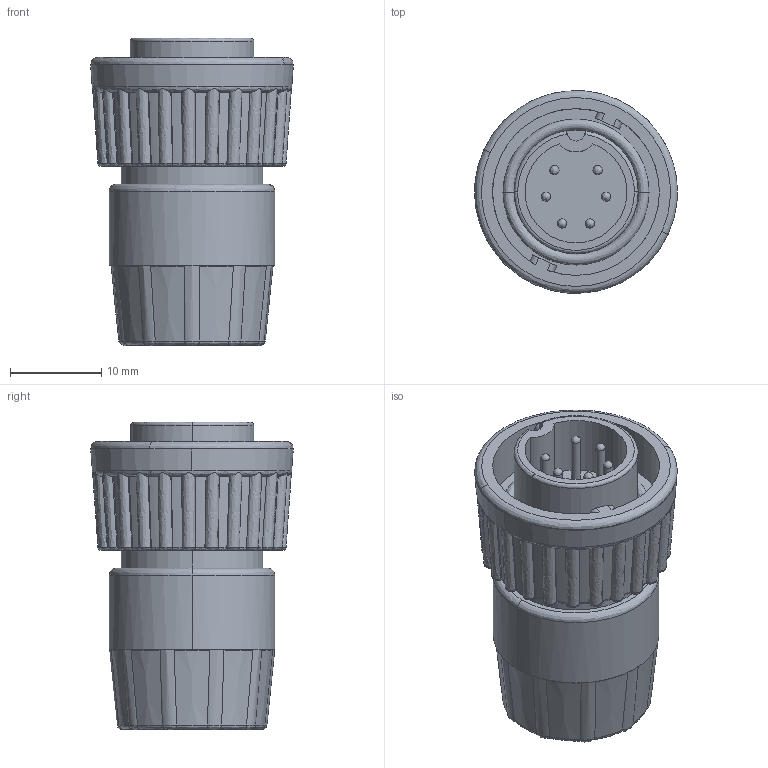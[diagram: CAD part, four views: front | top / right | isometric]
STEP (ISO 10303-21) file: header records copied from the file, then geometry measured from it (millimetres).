
FILE_DESCRIPTION (( 'STEP AP203' ), '1' );
FILE_NAME ('3280-6PG-3XX.STEP', '2018-08-10T16:20:35', ( '' ), ( '' ), 'SwSTEP 2.0', 'SolidWorks 2017', '' );
FILE_SCHEMA (( 'CONFIG_CONTROL_DESIGN' ));
Length unit declared in the file: inch
Products named in the file (1): 3280-6PG-3XX
Bounding box: 22.22 x 22.2 x 33.72 mm (x, y, z)
Volume: 7653 mm3; surface area: 3912.7 mm2
Topology: 1 solids, 1 shells, 307 faces, 845 edges, 542 vertices
Faces by surface type: bspline 170, plane 53, cone 48, cylinder 36
Entity records: 14991 total; most frequent: CARTESIAN_POINT 8881, ORIENTED_EDGE 1666, EDGE_CURVE 833, DIRECTION 777, VERTEX_POINT 542, B_SPLINE_CURVE_WITH_KNOTS 387, AXIS2_PLACEMENT_3D 340, EDGE_LOOP 321
